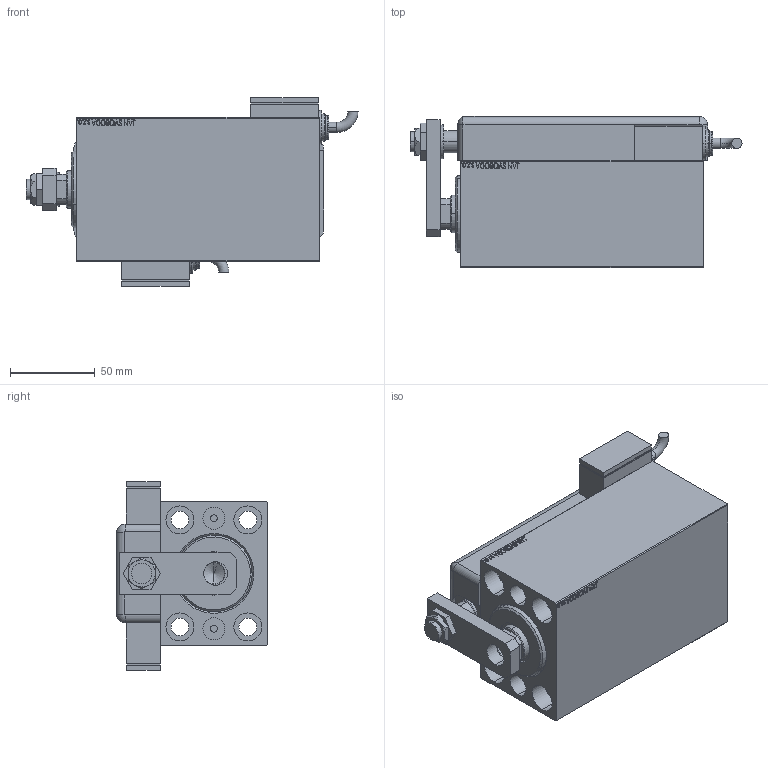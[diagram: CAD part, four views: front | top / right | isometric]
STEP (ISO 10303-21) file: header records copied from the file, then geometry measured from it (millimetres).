
FILE_DESCRIPTION (( 'STEP AP203' ), '1' );
FILE_NAME ('03eb.STEP', '2021-03-19T00:09:28', ( '' ), ( '' ), 'SwSTEP 2.0', 'SolidWorks 2019', '' );
FILE_SCHEMA (( 'CONFIG_CONTROL_DESIGN' ));
Length unit declared in the file: millimetre
Products named in the file (13): V450CM_C_VCP 8b0075e577a241248ee2e9406a8073ed; NUT_D19 8b0075e577a241248ee2e9406a8073ed; SWITCH DIM A_G 8b0075e577a241248ee2e9406a8073ed; V450CM_C 8b0075e577a241248ee2e9406a8073ed; V450CM_VC_B 8b0075e577a241248ee2e9406a8073ed; 03eb; TYC 8b0075e577a241248ee2e9406a8073ed; SWITCH Q 8b0075e577a241248ee2e9406a8073ed; NUT_D13 8b0075e577a241248ee2e9406a8073ed; MAGNETIC SWITCH Q 8b0075e577a241248ee2e9406a8073ed; SWITCH_Q_FRONT_BACK 8b0075e577a241248ee2e9406a8073ed; ZARAZKA_Q 8b0075e577a241248ee2e9406a8073ed; KRYT 8b0075e577a241248ee2e9406a8073ed
Assembly tree (13 placements, depth 3):
  03eb
    V450CM_C 8b0075e577a241248ee2e9406a8073ed
    V450CM_C_VCP 8b0075e577a241248ee2e9406a8073ed
    V450CM_VC_B 8b0075e577a241248ee2e9406a8073ed
    MAGNETIC SWITCH Q 8b0075e577a241248ee2e9406a8073ed
      SWITCH_Q_FRONT_BACK 8b0075e577a241248ee2e9406a8073ed
      TYC 8b0075e577a241248ee2e9406a8073ed
      ZARAZKA_Q 8b0075e577a241248ee2e9406a8073ed
      SWITCH DIM A_G 8b0075e577a241248ee2e9406a8073ed
      NUT_D19 8b0075e577a241248ee2e9406a8073ed
      NUT_D13 8b0075e577a241248ee2e9406a8073ed
      KRYT 8b0075e577a241248ee2e9406a8073ed
      SWITCH Q 8b0075e577a241248ee2e9406a8073ed  x2
Bounding box: 195.46 x 88.8 x 111 mm (x, y, z)
Volume: 793344.9 mm3; surface area: 180758.6 mm2
Topology: 13 solids, 13 shells, 1242 faces, 3148 edges, 2079 vertices
Faces by surface type: plane 614, bspline 471, cylinder 111, cone 22, torus 22, sphere 2
Entity records: 59517 total; most frequent: CARTESIAN_POINT 32055, ORIENTED_EDGE 6100, DIRECTION 3848, EDGE_CURVE 3050, VERTEX_POINT 2019, LINE 1820, VECTOR 1820, EDGE_LOOP 1373
